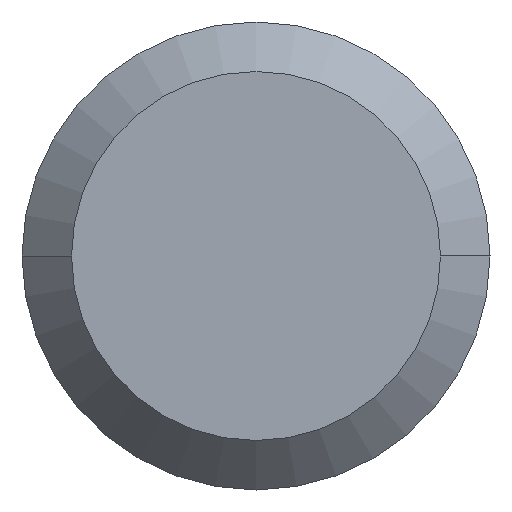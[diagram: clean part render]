
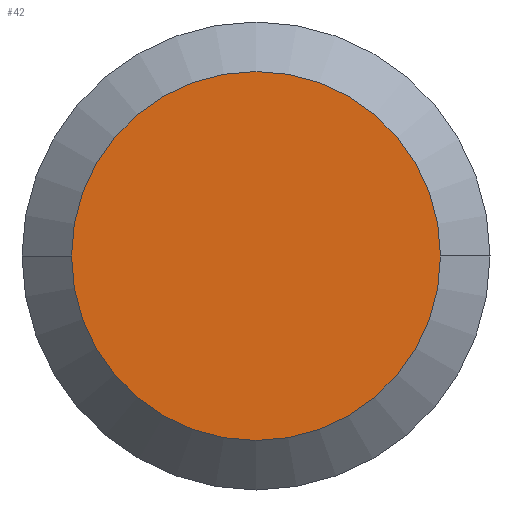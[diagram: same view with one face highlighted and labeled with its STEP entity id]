
A CAD part, left-side view. The second image highlights one B-rep face of the part: STEP entity #42.
In plain terms, the highlighted planar face has unit normal (-1, 0, 0).
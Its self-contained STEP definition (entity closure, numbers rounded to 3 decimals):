
#7 = DIRECTION ( 'NONE',  ( 1., 0., 0. ) ) ;
#33 = EDGE_CURVE ( 'NONE', #147, #271, #391, .T. ) ;
#42 = ADVANCED_FACE ( 'NONE', ( #121 ), #52, .T. ) ;
#46 = CARTESIAN_POINT ( 'NONE',  ( 0., 0., 0. ) ) ;
#52 = PLANE ( 'NONE',  #253 ) ;
#54 = DIRECTION ( 'NONE',  ( 1., 0., 0. ) ) ;
#94 = EDGE_LOOP ( 'NONE', ( #168, #352 ) ) ;
#108 = EDGE_CURVE ( 'NONE', #271, #147, #328, .T. ) ;
#121 = FACE_OUTER_BOUND ( 'NONE', #94, .T. ) ;
#142 = CARTESIAN_POINT ( 'NONE',  ( 0., 0., 0. ) ) ;
#147 = VERTEX_POINT ( 'NONE', #390 ) ;
#163 = CARTESIAN_POINT ( 'NONE',  ( 0., 0., 0. ) ) ;
#168 = ORIENTED_EDGE ( 'NONE', *, *, #33, .F. ) ;
#200 = AXIS2_PLACEMENT_3D ( 'NONE', #142, #54, #332 ) ;
#205 = CARTESIAN_POINT ( 'NONE',  ( 0., -2.365, 0. ) ) ;
#230 = DIRECTION ( 'NONE',  ( 0., 1., 0. ) ) ;
#253 = AXIS2_PLACEMENT_3D ( 'NONE', #46, #273, #396 ) ;
#271 = VERTEX_POINT ( 'NONE', #205 ) ;
#273 = DIRECTION ( 'NONE',  ( -1., 0., 0. ) ) ;
#328 = CIRCLE ( 'NONE', #379, 2.365 ) ;
#332 = DIRECTION ( 'NONE',  ( 0., 1., 0. ) ) ;
#352 = ORIENTED_EDGE ( 'NONE', *, *, #108, .F. ) ;
#379 = AXIS2_PLACEMENT_3D ( 'NONE', #163, #7, #230 ) ;
#390 = CARTESIAN_POINT ( 'NONE',  ( 0., 2.365, 0. ) ) ;
#391 = CIRCLE ( 'NONE', #200, 2.365 ) ;
#396 = DIRECTION ( 'NONE',  ( 0., -1., 0. ) ) ;
